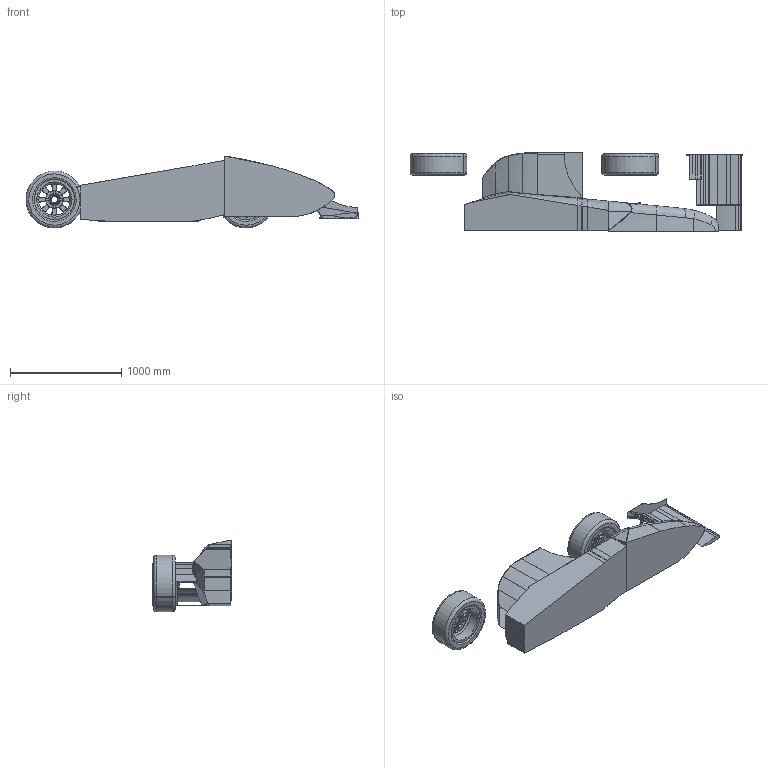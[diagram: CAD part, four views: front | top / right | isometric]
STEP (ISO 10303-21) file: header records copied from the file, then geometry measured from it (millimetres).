
FILE_DESCRIPTION(('CATIA V5 STEP Exchange'),'2;1');
FILE_NAME('2018 radiator analysis1.stp','2018-03-02T07:52:33+00:00',('none'),('none'),'CATIA Version 5 Release 17 (IN-10)','CATIA V5 STEP AP203','none');
FILE_SCHEMA(('CONFIG_CONTROL_DESIGN'));
Length unit declared in the file: millimetre
Products named in the file (9): Product1; AssyTsutsui2018; TieRodAssy; SRodEnd1.0Assy; POS 8EC.1; 2018 radiator analysis; Fr.wing; Fr.wing2; Part2
Assembly tree (24 placements, depth 6):
  Product1
    AssyTsutsui2018
      #62  x2
      TieRodAssy
        SRodEnd1.0Assy  x2
          #13906
          #14366
          POS 8EC.1
            #14999
            #16393
    #16897
    #19090
    2018 radiator analysis
      Fr.wing
        #21378
        #22287
        #22840
        #23375
        #23910
        #24085
      Fr.wing2
    Part2
    #24560
Bounding box: 2978.61 x 703.81 x 644.99 mm (x, y, z)
Volume: 263607741.5 mm3; surface area: 9530093.6 mm2
Topology: 21 solids, 21 shells, 1076 faces, 2773 edges, 1758 vertices
Faces by surface type: cylinder 383, plane 336, torus 151, bspline 89, cone 64, sphere 32, revolution 12, extrusion 9
Entity records: 27791 total; most frequent: CARTESIAN_POINT 13161, ORIENTED_EDGE 3364, DIRECTION 2159, EDGE_CURVE 1682, VERTEX_POINT 1068, AXIS2_PLACEMENT_3D 936, EDGE_LOOP 702, VECTOR 676
